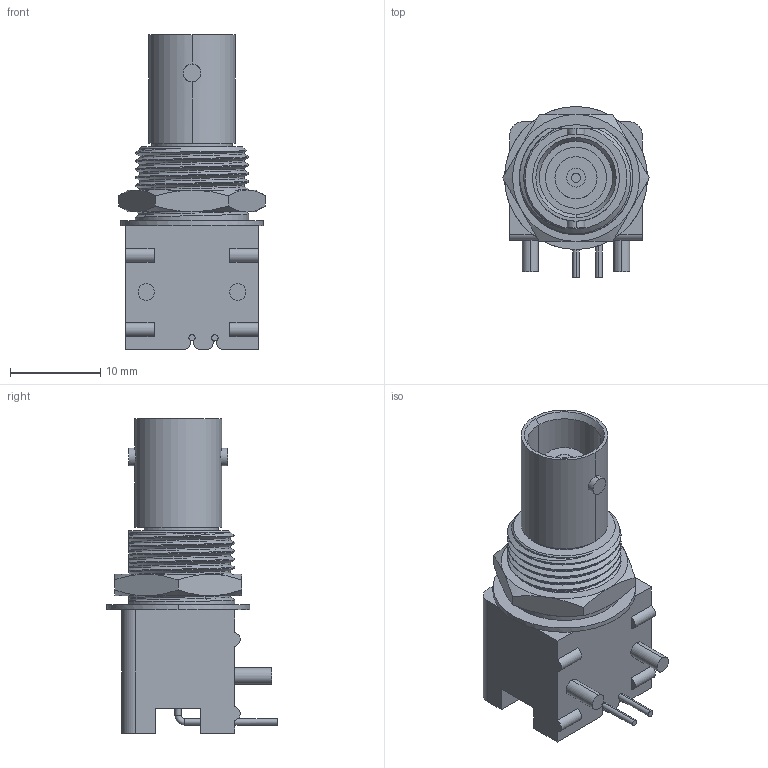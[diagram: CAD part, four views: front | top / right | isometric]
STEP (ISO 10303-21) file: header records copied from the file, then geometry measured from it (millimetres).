
FILE_DESCRIPTION((''),'2;1');
FILE_NAME('C-1-5227161-7','2016-10-07T',('workeradm'),('Tyco Electronics Ltd.'),'CREO PARAMETRIC BY PTC INC, 2016050','CREO PARAMETRIC BY PTC INC, 2016050','');
FILE_SCHEMA(('AUTOMOTIVE_DESIGN { 1 0 10303 214 1 1 1 1 }'));
Length unit declared in the file: millimetre
Products named in the file (1): C-1-5227161-7
Bounding box: 16.28 x 18.96 x 34.92 mm (x, y, z)
Volume: 3911.1 mm3; surface area: 2724.3 mm2
Topology: 1 solids, 1 shells, 183 faces, 493 edges, 312 vertices
Faces by surface type: plane 64, cylinder 61, bspline 36, cone 18, torus 4
Entity records: 11972 total; most frequent: CARTESIAN_POINT 7453, ORIENTED_EDGE 986, DIRECTION 790, EDGE_CURVE 493, VERTEX_POINT 312, AXIS2_PLACEMENT_3D 291, VECTOR 208, LINE 208
